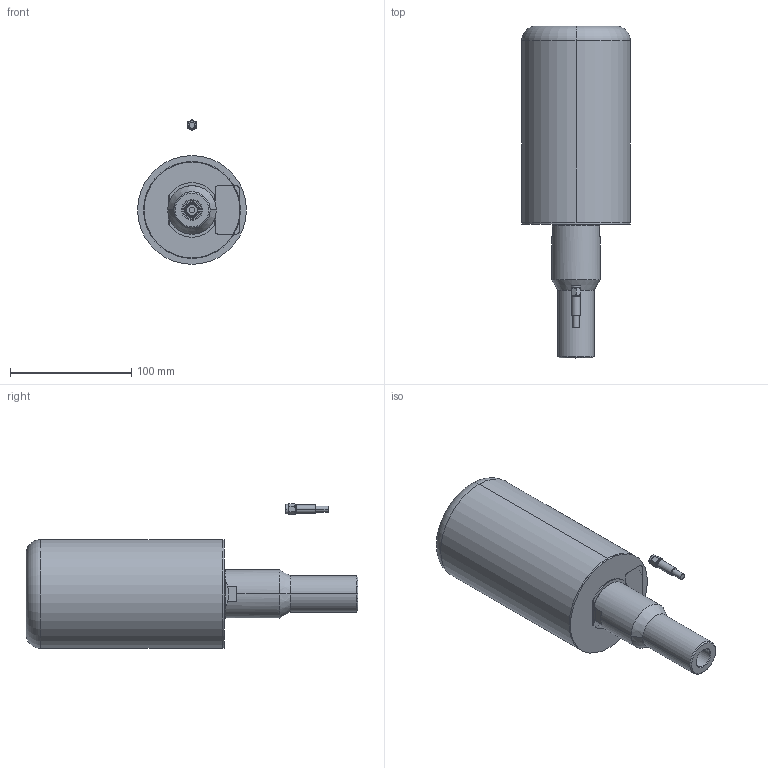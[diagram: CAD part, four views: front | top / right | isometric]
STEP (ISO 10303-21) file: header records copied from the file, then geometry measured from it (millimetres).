
FILE_DESCRIPTION (( 'STEP AP203' ), '1' );
FILE_NAME ('431329.80.215.STEP', '2015-03-13T17:05:28', ( 'Dmitriy_K' ), ( '' ), 'SwSTEP 2.0', 'SolidWorks 2015', '' );
FILE_SCHEMA (( 'CONFIG_CONTROL_DESIGN' ));
Length unit declared in the file: millimetre
Products named in the file (16): ﾘ琺矜 ⅰⅱ浯; ãàéêà òîðöåâàÿ; 暑朦鲱 箫腩蝽栩咫铄_82-88-25; øàéáà ðàçðåçíàÿ; êîæóõ àíòåííû íàçåìíîé; âòóëêà ðåçèíîâàÿ; Ðàçúåì SMA-Ì; Êîëüöî ñòîïîðíîå; 431329.80.215; 暑朦鲱 箫腩蝽栩咫铄_14-17-19; Ãåðìîââîä; îñíîâàíèå êðåïåæíîå; Ïðîêëàäêà  àíòåííû AKL; ﾎ魵瑙韃 肄魵粽萵; Êîíóñ ïåðåõîäíîé; ãàéêà ïðîìåæóòî÷íàÿ
Assembly tree (15 placements, depth 3):
  431329.80.215
    îñíîâàíèå êðåïåæíîå
    Ãåðìîââîä
      ﾎ魵瑙韃 肄魵粽萵
      ãàéêà ïðîìåæóòî÷íàÿ
      ãàéêà òîðöåâàÿ
      øàéáà ðàçðåçíàÿ
      âòóëêà ðåçèíîâàÿ
      Êîëüöî ñòîïîðíîå
      暑朦鲱 箫腩蝽栩咫铄_14-17-19
    Ïðîêëàäêà  àíòåííû AKL
    Êîíóñ ïåðåõîäíîé
    ﾘ琺矜 ⅰⅱ浯
    暑朦鲱 箫腩蝽栩咫铄_82-88-25
    êîæóõ àíòåííû íàçåìíîé
    Ðàçúåì SMA-Ì
Bounding box: 89.8 x 274 x 119.46 mm (x, y, z)
Volume: 129467.7 mm3; surface area: 165433 mm2
Topology: 15 solids, 15 shells, 354 faces, 822 edges, 514 vertices
Faces by surface type: cylinder 119, plane 109, cone 98, torus 24, bspline 4
Entity records: 12444 total; most frequent: CARTESIAN_POINT 2641, DIRECTION 1758, ORIENTED_EDGE 1644, EDGE_CURVE 822, AXIS2_PLACEMENT_3D 723, VERTEX_POINT 514, EDGE_LOOP 406, ADVANCED_FACE 354
